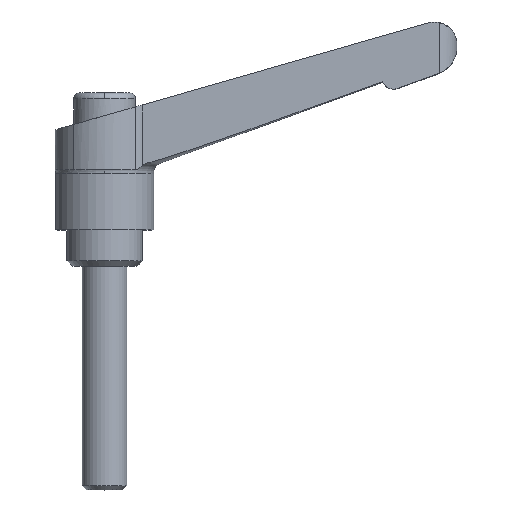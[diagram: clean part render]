
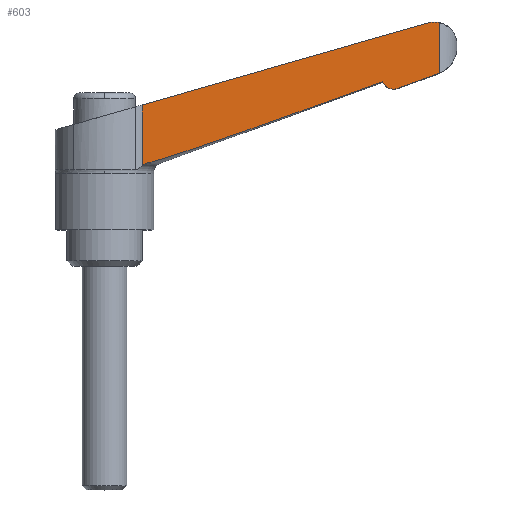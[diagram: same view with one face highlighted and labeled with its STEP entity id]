
A CAD part, top view. The second image highlights one B-rep face of the part: STEP entity #603.
In plain terms, the highlighted planar face has unit normal (0.035, 0, 0.999).
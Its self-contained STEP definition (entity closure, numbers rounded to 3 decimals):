
#325 = VERTEX_POINT( '', #814 );
#329 = VERTEX_POINT( '', #818 );
#337 = VERTEX_POINT( '', #827 );
#391 = EDGE_CURVE( '', #329, #325, #892, .T. );
#397 = VERTEX_POINT( '', #899 );
#401 = VERTEX_POINT( '', #903 );
#413 = VERTEX_POINT( '', #917 );
#441 = EDGE_CURVE( '', #559, #413, #951, .T. );
#483 = VERTEX_POINT( '', #994 );
#499 = EDGE_CURVE( '', #483, #663, #1010, .T. );
#511 = EDGE_CURVE( '', #401, #483, #1023, .T. );
#551 = EDGE_CURVE( '', #329, #413, #1068, .T. );
#559 = VERTEX_POINT( '', #1076 );
#571 = EDGE_CURVE( '', #337, #401, #1088, .T. );
#579 = EDGE_CURVE( '', #559, #663, #1097, .T. );
#603 = ADVANCED_FACE( '', ( #1123 ), #1124, .F. );
#621 = EDGE_CURVE( '', #397, #337, #1145, .T. );
#663 = VERTEX_POINT( '', #1193 );
#711 = EDGE_CURVE( '', #325, #397, #1245, .T. );
#814 = CARTESIAN_POINT( '', ( 59.529, 34.42, 4.631 ) );
#818 = CARTESIAN_POINT( '', ( 59.921, 34.58, 4.617 ) );
#827 = CARTESIAN_POINT( '', ( 49.751, 33.014, 4.972 ) );
#892 = B_SPLINE_CURVE_WITH_KNOTS( '', 3, ( #1501, #1502, #1503, #1504, #1505, #1506 ), .UNSPECIFIED., .F., .F., ( 4, 2, 4 ), ( 5.365, 5.561, 5.781 ), .UNSPECIFIED. );
#899 = CARTESIAN_POINT( '', ( 52.335, 31.818, 4.882 ) );
#903 = CARTESIAN_POINT( '', ( 7.735, 18.479, 6.44 ) );
#917 = CARTESIAN_POINT( '', ( 59.921, 43.538, 4.617 ) );
#951 = B_SPLINE_CURVE_WITH_KNOTS( '', 3, ( #1625, #1626, #1627, #1628, #1629, #1630, #1631, #1632, #1633, #1634 ), .UNSPECIFIED., .F., .F., ( 4, 2, 2, 2, 4 ), ( 16.778, 17.084, 17.831, 18.578, 18.881 ), .UNSPECIFIED. );
#994 = CARTESIAN_POINT( '', ( 6.706, 18.001, 6.476 ) );
#1010 = LINE( '', #1739, #1740 );
#1023 = B_SPLINE_CURVE_WITH_KNOTS( '', 3, ( #1757, #1758, #1759, #1760, #1761, #1762, #1763, #1764 ), .UNSPECIFIED., .F., .F., ( 4, 2, 2, 4 ), ( 4.154, 4.36, 4.861, 5.229 ), .UNSPECIFIED. );
#1068 = LINE( '', #1820, #1821 );
#1076 = CARTESIAN_POINT( '', ( 58.339, 43.664, 4.672 ) );
#1088 = ( B_SPLINE_CURVE( 2, ( #1853, #1854, #1855 ), .UNSPECIFIED., .F., .F. )B_SPLINE_CURVE_WITH_KNOTS( ( 3, 3 ), ( 0., 44.487 ), .UNSPECIFIED. )RATIONAL_B_SPLINE_CURVE( ( 1., 1.4, 1. ) )BOUNDED_CURVE(  )REPRESENTATION_ITEM( '' )GEOMETRIC_REPRESENTATION_ITEM(  )CURVE(  ) );
#1097 = LINE( '', #1873, #1874 );
#1123 = FACE_OUTER_BOUND( '', #1928, .T. );
#1124 = PLANE( '', #1929 );
#1145 = B_SPLINE_CURVE_WITH_KNOTS( '', 3, ( #1956, #1957, #1958, #1959, #1960, #1961, #1962, #1963, #1964, #1965, #1966, #1967, #1968, #1969, #1970, #1971, #1972, #1973, #1974, #1975 ), .UNSPECIFIED., .F., .F., ( 4, 2, 2, 2, 2, 2, 2, 2, 2, 4 ), ( 2.314, 2.6, 2.974, 3.349, 3.723, 4.096, 4.469, 4.84, 5.211, 5.294 ), .UNSPECIFIED. );
#1193 = CARTESIAN_POINT( '', ( 6.706, 28.857, 6.476 ) );
#1245 = ( B_SPLINE_CURVE( 2, ( #2127, #2128, #2129 ), .UNSPECIFIED., .F., .F. )B_SPLINE_CURVE_WITH_KNOTS( ( 3, 3 ), ( 0., 7.654 ), .UNSPECIFIED. )RATIONAL_B_SPLINE_CURVE( ( 1., 1.002, 1. ) )BOUNDED_CURVE(  )REPRESENTATION_ITEM( '' )GEOMETRIC_REPRESENTATION_ITEM(  )CURVE(  ) );
#1501 = CARTESIAN_POINT( '', ( 59.921, 34.58, 4.617 ) );
#1502 = CARTESIAN_POINT( '', ( 59.86, 34.552, 4.619 ) );
#1503 = CARTESIAN_POINT( '', ( 59.799, 34.525, 4.622 ) );
#1504 = CARTESIAN_POINT( '', ( 59.671, 34.473, 4.626 ) );
#1505 = CARTESIAN_POINT( '', ( 59.601, 34.445, 4.628 ) );
#1506 = CARTESIAN_POINT( '', ( 59.529, 34.42, 4.631 ) );
#1625 = CARTESIAN_POINT( '', ( 57.706, 43.537, 4.695 ) );
#1626 = CARTESIAN_POINT( '', ( 57.811, 43.567, 4.691 ) );
#1627 = CARTESIAN_POINT( '', ( 57.919, 43.593, 4.687 ) );
#1628 = CARTESIAN_POINT( '', ( 58.294, 43.667, 4.674 ) );
#1629 = CARTESIAN_POINT( '', ( 58.566, 43.692, 4.665 ) );
#1630 = CARTESIAN_POINT( '', ( 59.064, 43.692, 4.647 ) );
#1631 = CARTESIAN_POINT( '', ( 59.335, 43.667, 4.638 ) );
#1632 = CARTESIAN_POINT( '', ( 59.71, 43.593, 4.625 ) );
#1633 = CARTESIAN_POINT( '', ( 59.817, 43.567, 4.621 ) );
#1634 = CARTESIAN_POINT( '', ( 59.921, 43.538, 4.617 ) );
#1739 = CARTESIAN_POINT( '', ( 6.706, 0., 6.476 ) );
#1740 = VECTOR( '', #2472, 1. );
#1757 = CARTESIAN_POINT( '', ( 7.735, 18.479, 6.44 ) );
#1758 = CARTESIAN_POINT( '', ( 7.665, 18.46, 6.442 ) );
#1759 = CARTESIAN_POINT( '', ( 7.597, 18.439, 6.444 ) );
#1760 = CARTESIAN_POINT( '', ( 7.373, 18.363, 6.452 ) );
#1761 = CARTESIAN_POINT( '', ( 7.205, 18.293, 6.458 ) );
#1762 = CARTESIAN_POINT( '', ( 6.925, 18.145, 6.468 ) );
#1763 = CARTESIAN_POINT( '', ( 6.81, 18.075, 6.472 ) );
#1764 = CARTESIAN_POINT( '', ( 6.706, 18.001, 6.476 ) );
#1820 = CARTESIAN_POINT( '', ( 59.921, 0., 4.617 ) );
#1821 = VECTOR( '', #2537, 1. );
#1853 = CARTESIAN_POINT( '', ( 49.751, 33.014, 4.972 ) );
#1854 = CARTESIAN_POINT( '', ( 14.776, 20.391, 6.194 ) );
#1855 = CARTESIAN_POINT( '', ( 7.735, 18.479, 6.44 ) );
#1873 = CARTESIAN_POINT( '', ( -5.509, 25.354, 6.902 ) );
#1874 = VECTOR( '', #2562, 1. );
#1928 = EDGE_LOOP( '', ( #2584, #2585, #2586, #2587, #2588, #2589, #2590, #2591, #2592 ) );
#1929 = AXIS2_PLACEMENT_3D( '', #2593, #2594, #2595 );
#1956 = CARTESIAN_POINT( '', ( 52.335, 31.818, 4.882 ) );
#1957 = CARTESIAN_POINT( '', ( 52.242, 31.785, 4.885 ) );
#1958 = CARTESIAN_POINT( '', ( 52.142, 31.757, 4.889 ) );
#1959 = CARTESIAN_POINT( '', ( 51.907, 31.71, 4.897 ) );
#1960 = CARTESIAN_POINT( '', ( 51.771, 31.698, 4.902 ) );
#1961 = CARTESIAN_POINT( '', ( 51.521, 31.698, 4.911 ) );
#1962 = CARTESIAN_POINT( '', ( 51.385, 31.71, 4.915 ) );
#1963 = CARTESIAN_POINT( '', ( 51.118, 31.763, 4.925 ) );
#1964 = CARTESIAN_POINT( '', ( 50.987, 31.803, 4.929 ) );
#1965 = CARTESIAN_POINT( '', ( 50.757, 31.898, 4.937 ) );
#1966 = CARTESIAN_POINT( '', ( 50.636, 31.961, 4.941 ) );
#1967 = CARTESIAN_POINT( '', ( 50.411, 32.111, 4.949 ) );
#1968 = CARTESIAN_POINT( '', ( 50.306, 32.198, 4.953 ) );
#1969 = CARTESIAN_POINT( '', ( 50.13, 32.373, 4.959 ) );
#1970 = CARTESIAN_POINT( '', ( 50.043, 32.477, 4.962 ) );
#1971 = CARTESIAN_POINT( '', ( 49.893, 32.701, 4.967 ) );
#1972 = CARTESIAN_POINT( '', ( 49.83, 32.821, 4.97 ) );
#1973 = CARTESIAN_POINT( '', ( 49.771, 32.96, 4.972 ) );
#1974 = CARTESIAN_POINT( '', ( 49.761, 32.987, 4.972 ) );
#1975 = CARTESIAN_POINT( '', ( 49.751, 33.014, 4.972 ) );
#2127 = CARTESIAN_POINT( '', ( 59.529, 34.42, 4.631 ) );
#2128 = CARTESIAN_POINT( '', ( 55.703, 33.035, 4.765 ) );
#2129 = CARTESIAN_POINT( '', ( 52.335, 31.818, 4.882 ) );
#2472 = DIRECTION( '', ( 0., 1., 0. ) );
#2537 = DIRECTION( '', ( 0., 1., 0. ) );
#2562 = DIRECTION( '', ( -0.961, -0.275, 0.034 ) );
#2584 = ORIENTED_EDGE( '', *, *, #579, .T. );
#2585 = ORIENTED_EDGE( '', *, *, #499, .F. );
#2586 = ORIENTED_EDGE( '', *, *, #511, .F. );
#2587 = ORIENTED_EDGE( '', *, *, #571, .F. );
#2588 = ORIENTED_EDGE( '', *, *, #621, .F. );
#2589 = ORIENTED_EDGE( '', *, *, #711, .F. );
#2590 = ORIENTED_EDGE( '', *, *, #391, .F. );
#2591 = ORIENTED_EDGE( '', *, *, #551, .T. );
#2592 = ORIENTED_EDGE( '', *, *, #441, .F. );
#2593 = CARTESIAN_POINT( '', ( 6.706, 0., 6.476 ) );
#2594 = DIRECTION( '', ( -0.035, 0., -0.999 ) );
#2595 = DIRECTION( '', ( -0.999, 0., 0.035 ) );
